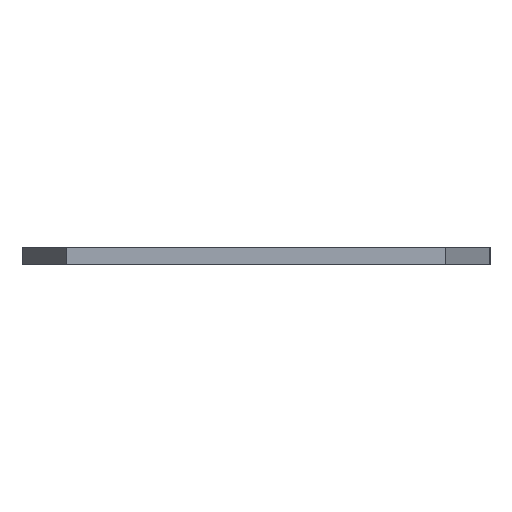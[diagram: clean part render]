
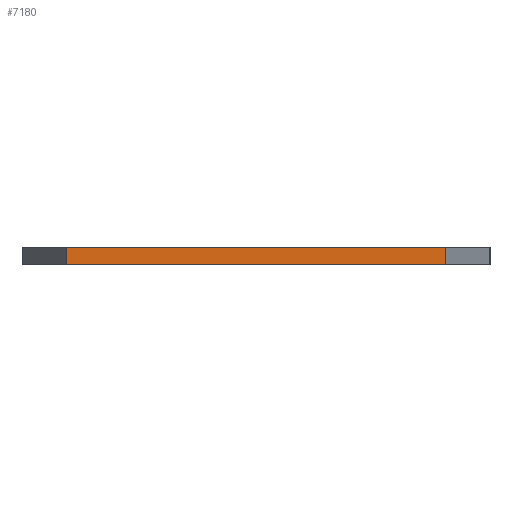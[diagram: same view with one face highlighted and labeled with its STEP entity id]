
A CAD part, front view. The second image highlights one B-rep face of the part: STEP entity #7180.
In plain terms, the highlighted planar face has unit normal (0, -1, 0).
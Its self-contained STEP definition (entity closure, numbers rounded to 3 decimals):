
#1990=CARTESIAN_POINT('',(58.482,-36.9,-2.));
#2000=VERTEX_POINT('',#1990);
#2030=CARTESIAN_POINT('',(0.,-36.9,-2.));
#2040=DIRECTION('',(-1.,0.,0.));
#2050=VECTOR('',#2040,1.);
#2060=LINE('',#2030,#2050);
#2070=CARTESIAN_POINT('',(15.498,-36.9,-2.));
#2080=VERTEX_POINT('',#2070);
#2090=EDGE_CURVE('',#2000,#2080,#2060,.T.);
#5000=CARTESIAN_POINT('',(58.482,-36.9,0.));
#5010=DIRECTION('',(0.,0.,-1.));
#5020=VECTOR('',#5010,1.);
#5030=LINE('',#5000,#5020);
#5040=CARTESIAN_POINT('',(58.482,-36.9,-4.));
#5050=VERTEX_POINT('',#5040);
#5060=EDGE_CURVE('',#2000,#5050,#5030,.T.);
#6470=CARTESIAN_POINT('',(15.498,-36.9,0.));
#6480=DIRECTION('',(0.,0.,-1.));
#6490=VECTOR('',#6480,1.);
#6500=LINE('',#6470,#6490);
#6510=CARTESIAN_POINT('',(15.498,-36.9,-4.));
#6520=VERTEX_POINT('',#6510);
#6530=EDGE_CURVE('',#2080,#6520,#6500,.T.);
#7020=CARTESIAN_POINT('',(58.482,-36.9,0.));
#7030=DIRECTION('',(-0.,1.,0.));
#7040=DIRECTION('',(1.,0.,0.));
#7050=AXIS2_PLACEMENT_3D('',#7020,#7030,#7040);
#7060=PLANE('',#7050);
#7070=ORIENTED_EDGE('',*,*,#2090,.T.);
#7080=ORIENTED_EDGE('',*,*,#5060,.F.);
#7090=CARTESIAN_POINT('',(0.,-36.9,-4.));
#7100=DIRECTION('',(-1.,0.,0.));
#7110=VECTOR('',#7100,1.);
#7120=LINE('',#7090,#7110);
#7130=EDGE_CURVE('',#5050,#6520,#7120,.T.);
#7140=ORIENTED_EDGE('',*,*,#7130,.F.);
#7150=ORIENTED_EDGE('',*,*,#6530,.T.);
#7160=EDGE_LOOP('',(#7150,#7140,#7080,#7070));
#7170=FACE_OUTER_BOUND('',#7160,.T.);
#7180=ADVANCED_FACE('',(#7170),#7060,.F.);
